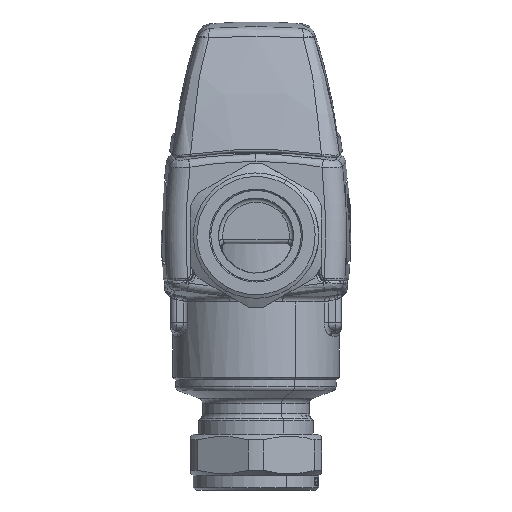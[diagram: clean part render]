
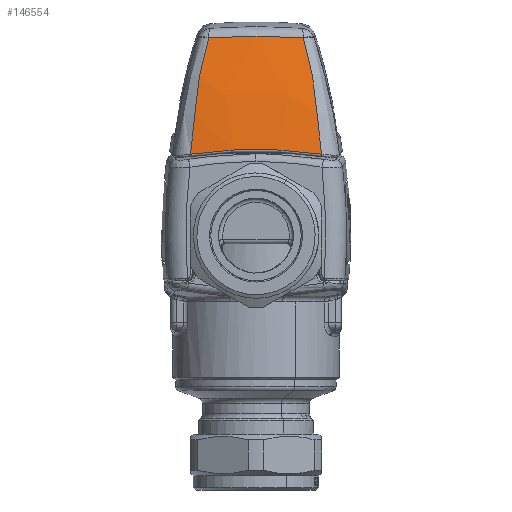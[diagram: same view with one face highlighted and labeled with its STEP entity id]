
A CAD part, front view. The second image highlights one B-rep face of the part: STEP entity #146554.
In plain terms, the highlighted spherical face has radius 150 mm.
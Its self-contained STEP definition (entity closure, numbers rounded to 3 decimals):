
#142148=CARTESIAN_POINT('Vertex',(15.937,-20.331,19.8)) ;
#142191=CARTESIAN_POINT('Vertex',(-15.937,-20.331,19.8)) ;
#142194=CARTESIAN_POINT('Axis2P3D Location',(0.,28.341,-60.273)) ;
#146479=CARTESIAN_POINT('Vertex',(11.535,-14.139,48.015)) ;
#146483=CARTESIAN_POINT('Control Point',(11.536,-14.139,48.015)) ;
#146484=CARTESIAN_POINT('Control Point',(12.113,-14.721,46.158)) ;
#146485=CARTESIAN_POINT('Control Point',(12.647,-15.279,44.276)) ;
#146486=CARTESIAN_POINT('Control Point',(13.102,-15.817,42.366)) ;
#146487=CARTESIAN_POINT('Control Point',(13.825,-16.807,38.65)) ;
#146488=CARTESIAN_POINT('Control Point',(14.323,-17.704,34.87)) ;
#146489=CARTESIAN_POINT('Control Point',(14.522,-18.109,33.051)) ;
#146490=CARTESIAN_POINT('Control Point',(14.898,-18.883,29.315)) ;
#146491=CARTESIAN_POINT('Control Point',(15.272,-19.534,25.562)) ;
#146492=CARTESIAN_POINT('Control Point',(15.481,-19.833,23.644)) ;
#146493=CARTESIAN_POINT('Control Point',(15.713,-20.097,21.724)) ;
#146494=CARTESIAN_POINT('Control Point',(15.937,-20.331,19.8)) ;
#146503=CARTESIAN_POINT('Axis2P3D Location',(0.,127.5,0.)) ;
#146509=CARTESIAN_POINT('Control Point',(11.535,-14.139,48.015)) ;
#146510=CARTESIAN_POINT('Control Point',(11.53,-14.133,48.033)) ;
#146511=CARTESIAN_POINT('Control Point',(11.523,-14.127,48.052)) ;
#146512=CARTESIAN_POINT('Control Point',(11.515,-14.122,48.069)) ;
#146513=CARTESIAN_POINT('Vertex',(11.515,-14.122,48.069)) ;
#146517=CARTESIAN_POINT('Control Point',(11.515,-14.122,48.069)) ;
#146518=CARTESIAN_POINT('Control Point',(3.857,-14.537,48.68)) ;
#146519=CARTESIAN_POINT('Control Point',(-3.857,-14.537,48.68)) ;
#146520=CARTESIAN_POINT('Control Point',(-11.515,-14.122,48.069)) ;
#146521=CARTESIAN_POINT('Vertex',(-11.515,-14.122,48.069)) ;
#146525=CARTESIAN_POINT('Control Point',(-11.536,-14.139,48.015)) ;
#146526=CARTESIAN_POINT('Control Point',(-11.53,-14.133,48.033)) ;
#146527=CARTESIAN_POINT('Control Point',(-11.523,-14.127,48.051)) ;
#146528=CARTESIAN_POINT('Control Point',(-11.515,-14.122,48.069)) ;
#146529=CARTESIAN_POINT('Vertex',(-11.536,-14.139,48.015)) ;
#146533=CARTESIAN_POINT('Control Point',(-11.536,-14.139,48.015)) ;
#146534=CARTESIAN_POINT('Control Point',(-12.356,-14.966,45.377)) ;
#146535=CARTESIAN_POINT('Control Point',(-13.089,-15.744,42.691)) ;
#146536=CARTESIAN_POINT('Control Point',(-13.63,-16.485,39.938)) ;
#146537=CARTESIAN_POINT('Control Point',(-14.261,-17.57,35.564)) ;
#146538=CARTESIAN_POINT('Control Point',(-14.719,-18.506,31.138)) ;
#146539=CARTESIAN_POINT('Control Point',(-14.879,-18.834,29.478)) ;
#146540=CARTESIAN_POINT('Control Point',(-15.168,-19.364,26.578)) ;
#146541=CARTESIAN_POINT('Control Point',(-15.484,-19.818,23.669)) ;
#146542=CARTESIAN_POINT('Control Point',(-15.632,-20.004,22.381)) ;
#146543=CARTESIAN_POINT('Control Point',(-15.787,-20.174,21.091)) ;
#146544=CARTESIAN_POINT('Control Point',(-15.937,-20.331,19.8)) ;
#142195=DIRECTION('Axis2P3D Direction',(0.,0.855,0.519)) ;
#146504=DIRECTION('Axis2P3D Direction',(0.,0.,-1.)) ;
#146505=DIRECTION('Axis2P3D XDirection',(0.878,-0.479,0.)) ;
#142196=AXIS2_PLACEMENT_3D('Circle Axis2P3D',#142194,#142195,$) ;
#146506=AXIS2_PLACEMENT_3D('Sphere Axis2P3D',#146503,#146504,#146505) ;
#146547=ORIENTED_EDGE('',*,*,#146495,.T.) ;
#146548=ORIENTED_EDGE('',*,*,#146515,.T.) ;
#146549=ORIENTED_EDGE('',*,*,#146523,.F.) ;
#146550=ORIENTED_EDGE('',*,*,#146531,.F.) ;
#146551=ORIENTED_EDGE('',*,*,#146545,.F.) ;
#146552=ORIENTED_EDGE('',*,*,#142198,.T.) ;
#146554=ADVANCED_FACE('',(#146553),#146507,.T.) ;
#146482=B_SPLINE_CURVE_WITH_KNOTS('',5,(#146483,#146484,#146485,#146486,#146487,#146488,#146489,#146490,#146491,#146492,#146493,#146494),.UNSPECIFIED.,.F.,.U.,(6,3,3,6),(19.591,29.797,39.188,48.999),.UNSPECIFIED.) ;
#146508=B_SPLINE_CURVE_WITH_KNOTS('',3,(#146509,#146510,#146511,#146512),.UNSPECIFIED.,.F.,.U.,(4,4),(0.,0.086),.UNSPECIFIED.) ;
#146516=B_SPLINE_CURVE_WITH_KNOTS('',3,(#146517,#146518,#146519,#146520),.UNSPECIFIED.,.F.,.U.,(4,4),(0.,33.576),.UNSPECIFIED.) ;
#146524=B_SPLINE_CURVE_WITH_KNOTS('',3,(#146525,#146526,#146527,#146528),.UNSPECIFIED.,.F.,.U.,(4,4),(0.,0.086),.UNSPECIFIED.) ;
#146532=B_SPLINE_CURVE_WITH_KNOTS('',5,(#146533,#146534,#146535,#146536,#146537,#146538,#146539,#146540,#146541,#146542,#146543,#146544),.UNSPECIFIED.,.F.,.U.,(6,3,3,6),(0.,20.456,32.134,41.407),.UNSPECIFIED.) ;
#142197=CIRCLE('generated circle',#142196,95.051) ;
#142198=EDGE_CURVE('',#142192,#142149,#142197,.T.) ;
#146495=EDGE_CURVE('',#142149,#146480,#146482,.F.) ;
#146515=EDGE_CURVE('',#146480,#146514,#146508,.T.) ;
#146523=EDGE_CURVE('',#146522,#146514,#146516,.F.) ;
#146531=EDGE_CURVE('',#146530,#146522,#146524,.T.) ;
#146545=EDGE_CURVE('',#142192,#146530,#146532,.F.) ;
#146546=EDGE_LOOP('',(#146547,#146548,#146549,#146550,#146551,#146552)) ;
#146553=FACE_OUTER_BOUND('',#146546,.T.) ;
#146507=SPHERICAL_SURFACE('',#146506,150.) ;
#142149=VERTEX_POINT('',#142148) ;
#142192=VERTEX_POINT('',#142191) ;
#146480=VERTEX_POINT('',#146479) ;
#146514=VERTEX_POINT('',#146513) ;
#146522=VERTEX_POINT('',#146521) ;
#146530=VERTEX_POINT('',#146529) ;
